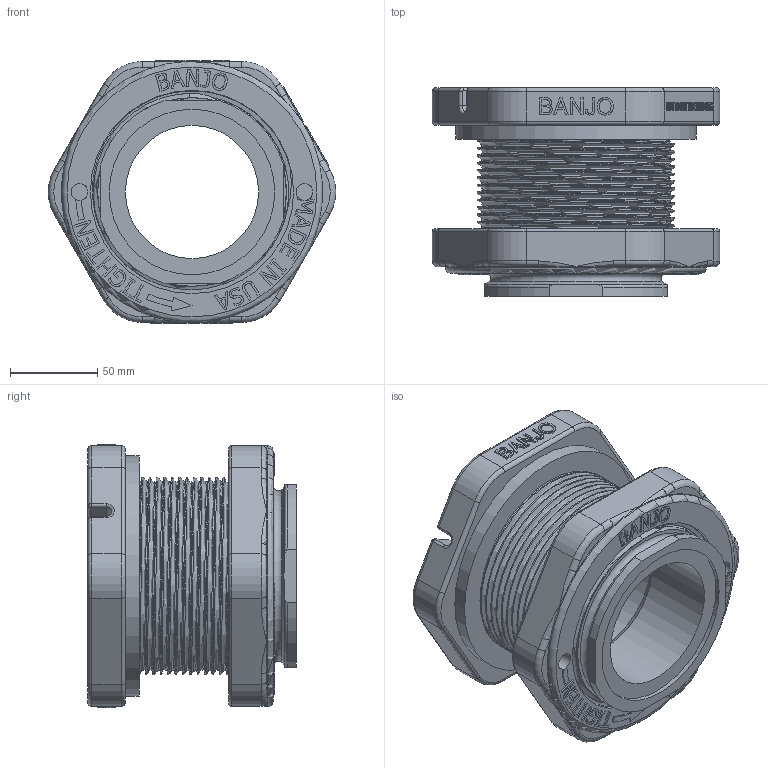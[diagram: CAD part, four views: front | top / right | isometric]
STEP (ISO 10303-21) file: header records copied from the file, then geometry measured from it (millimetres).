
FILE_DESCRIPTION(/* description */ (''),/* implementation_level */ '2;1');
FILE_NAME(/* name */ 'MTF300BD.stp',/* time_stamp */ '2017-08-21T15:34:29-04:00',/* author */ ('areid'),/* organization */ (''),/* preprocessor_version */ 'ST-DEVELOPER v16.5',/* originating_system */ 'Autodesk Inventor 2017',/* authorisation */ '');
FILE_SCHEMA (('AUTOMOTIVE_DESIGN { 1 0 10303 214 3 1 1 }'));
Length unit declared in the file: inch
Products named in the file (5): MTF300BD; MTF301BD; TF300G; TF303; TF303X
Assembly tree (4 placements, depth 3):
  MTF300BD
    MTF301BD
    TF300G
    TF303
      TF303X
Bounding box: 164.6 x 119.38 x 150.93 mm (x, y, z)
Volume: 948063.4 mm3; surface area: 195090.6 mm2
Topology: 3 solids, 3 shells, 862 faces, 2275 edges, 1476 vertices
Faces by surface type: plane 498, bspline 228, cylinder 90, torus 34, cone 12
Full cylindrical faces by diameter (mm): 9.652 x2, 76.2 x1, 79.756 x1, 94.742 x1, 112.522 x1, 113.284 x1, 115.849 x4, 116.332 x1, 137.566 x1, 149.352 x1
Entity records: 34453 total; most frequent: CARTESIAN_POINT 14658, ORIENTED_EDGE 4456, DIRECTION 3275, EDGE_CURVE 2228, LINE 1521, VECTOR 1521, VERTEX_POINT 1461, EDGE_LOOP 949
